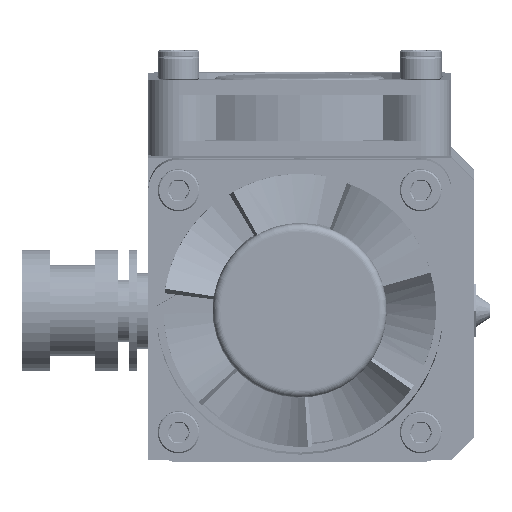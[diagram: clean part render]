
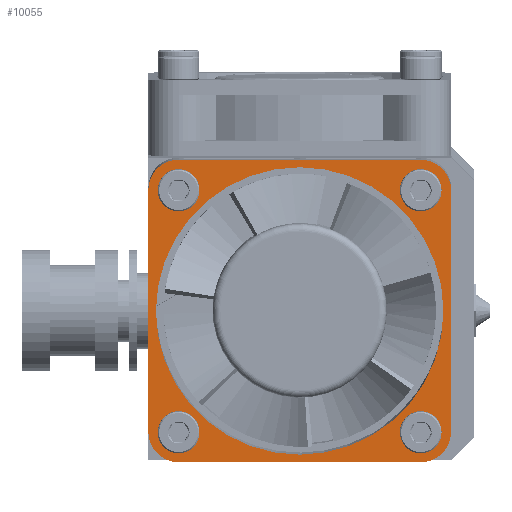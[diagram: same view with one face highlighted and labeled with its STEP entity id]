
A CAD part, left-side view. The second image highlights one B-rep face of the part: STEP entity #10055.
In plain terms, the highlighted face is planar.
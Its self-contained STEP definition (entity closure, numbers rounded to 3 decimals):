
#700=FACE_BOUND('',#1779,.T.);
#701=FACE_BOUND('',#1780,.T.);
#702=FACE_BOUND('',#1781,.T.);
#703=FACE_BOUND('',#1782,.T.);
#704=FACE_BOUND('',#1783,.T.);
#835=PLANE('',#10957);
#1183=FACE_OUTER_BOUND('',#1778,.T.);
#1778=EDGE_LOOP('',(#7738,#7739,#7740,#7741,#7742,#7743,#7744,#7745));
#1779=EDGE_LOOP('',(#7746,#7747));
#1780=EDGE_LOOP('',(#7748,#7749));
#1781=EDGE_LOOP('',(#7750,#7751));
#1782=EDGE_LOOP('',(#7752,#7753));
#1783=EDGE_LOOP('',(#7754,#7755));
#2451=CIRCLE('',#10849,1.905);
#2454=CIRCLE('',#10852,1.905);
#2455=CIRCLE('',#10854,1.905);
#2458=CIRCLE('',#10857,1.905);
#2468=CIRCLE('',#10869,4.);
#2469=CIRCLE('',#10871,1.905);
#2472=CIRCLE('',#10874,1.905);
#2473=CIRCLE('',#10876,1.905);
#2476=CIRCLE('',#10879,1.905);
#2477=CIRCLE('',#10881,19.);
#2485=CIRCLE('',#10889,19.);
#2487=CIRCLE('',#10892,4.);
#2501=CIRCLE('',#10915,4.);
#2511=CIRCLE('',#10935,4.);
#2839=LINE('',#21935,#3530);
#2856=LINE('',#21983,#3547);
#2873=LINE('',#22023,#3564);
#2874=LINE('',#22025,#3565);
#3530=VECTOR('',#12480,1000.);
#3547=VECTOR('',#12533,1000.);
#3564=VECTOR('',#12584,1000.);
#3565=VECTOR('',#12587,1000.);
#4352=VERTEX_POINT('',#21725);
#4353=VERTEX_POINT('',#21726);
#4356=VERTEX_POINT('',#21735);
#4357=VERTEX_POINT('',#21736);
#4366=VERTEX_POINT('',#21758);
#4377=VERTEX_POINT('',#21779);
#4378=VERTEX_POINT('',#21783);
#4379=VERTEX_POINT('',#21784);
#4382=VERTEX_POINT('',#21793);
#4383=VERTEX_POINT('',#21794);
#4386=VERTEX_POINT('',#21803);
#4387=VERTEX_POINT('',#21804);
#4403=VERTEX_POINT('',#21838);
#4404=VERTEX_POINT('',#21840);
#4421=VERTEX_POINT('',#21895);
#4432=VERTEX_POINT('',#21916);
#4437=VERTEX_POINT('',#21934);
#4445=VERTEX_POINT('',#21962);
#5523=EDGE_CURVE('',#4352,#4353,#2451,.T.);
#5527=EDGE_CURVE('',#4353,#4352,#2454,.T.);
#5528=EDGE_CURVE('',#4356,#4357,#2455,.T.);
#5532=EDGE_CURVE('',#4357,#4356,#2458,.T.);
#5550=EDGE_CURVE('',#4366,#4377,#2468,.T.);
#5551=EDGE_CURVE('',#4378,#4379,#2469,.T.);
#5555=EDGE_CURVE('',#4379,#4378,#2472,.T.);
#5556=EDGE_CURVE('',#4382,#4383,#2473,.T.);
#5560=EDGE_CURVE('',#4383,#4382,#2476,.T.);
#5561=EDGE_CURVE('',#4386,#4387,#2477,.T.);
#5576=EDGE_CURVE('',#4387,#4386,#2485,.T.);
#5579=EDGE_CURVE('',#4404,#4403,#2487,.T.);
#5619=EDGE_CURVE('',#4421,#4432,#2501,.T.);
#5627=EDGE_CURVE('',#4437,#4421,#2839,.T.);
#5647=EDGE_CURVE('',#4445,#4437,#2511,.T.);
#5652=EDGE_CURVE('',#4377,#4445,#2856,.T.);
#5673=EDGE_CURVE('',#4403,#4366,#2873,.T.);
#5674=EDGE_CURVE('',#4432,#4404,#2874,.T.);
#7738=ORIENTED_EDGE('',*,*,#5579,.T.);
#7739=ORIENTED_EDGE('',*,*,#5673,.T.);
#7740=ORIENTED_EDGE('',*,*,#5550,.T.);
#7741=ORIENTED_EDGE('',*,*,#5652,.T.);
#7742=ORIENTED_EDGE('',*,*,#5647,.T.);
#7743=ORIENTED_EDGE('',*,*,#5627,.T.);
#7744=ORIENTED_EDGE('',*,*,#5619,.T.);
#7745=ORIENTED_EDGE('',*,*,#5674,.T.);
#7746=ORIENTED_EDGE('',*,*,#5561,.F.);
#7747=ORIENTED_EDGE('',*,*,#5576,.F.);
#7748=ORIENTED_EDGE('',*,*,#5528,.F.);
#7749=ORIENTED_EDGE('',*,*,#5532,.F.);
#7750=ORIENTED_EDGE('',*,*,#5523,.F.);
#7751=ORIENTED_EDGE('',*,*,#5527,.F.);
#7752=ORIENTED_EDGE('',*,*,#5556,.F.);
#7753=ORIENTED_EDGE('',*,*,#5560,.F.);
#7754=ORIENTED_EDGE('',*,*,#5551,.F.);
#7755=ORIENTED_EDGE('',*,*,#5555,.F.);
#10055=ADVANCED_FACE('',(#1183,#700,#701,#702,#703,#704),#835,.T.);
#10849=AXIS2_PLACEMENT_3D('',#21727,#12283,#12284);
#10852=AXIS2_PLACEMENT_3D('',#21733,#12290,#12291);
#10854=AXIS2_PLACEMENT_3D('',#21737,#12294,#12295);
#10857=AXIS2_PLACEMENT_3D('',#21743,#12301,#12302);
#10869=AXIS2_PLACEMENT_3D('',#21781,#12333,#12334);
#10871=AXIS2_PLACEMENT_3D('',#21785,#12337,#12338);
#10874=AXIS2_PLACEMENT_3D('',#21791,#12344,#12345);
#10876=AXIS2_PLACEMENT_3D('',#21795,#12348,#12349);
#10879=AXIS2_PLACEMENT_3D('',#21801,#12355,#12356);
#10881=AXIS2_PLACEMENT_3D('',#21805,#12359,#12360);
#10889=AXIS2_PLACEMENT_3D('',#21833,#12382,#12383);
#10892=AXIS2_PLACEMENT_3D('',#21841,#12389,#12390);
#10915=AXIS2_PLACEMENT_3D('',#21918,#12461,#12462);
#10935=AXIS2_PLACEMENT_3D('',#21974,#12519,#12520);
#10957=AXIS2_PLACEMENT_3D('',#22024,#12585,#12586);
#12283=DIRECTION('center_axis',(0.,0.,1.));
#12284=DIRECTION('ref_axis',(0.,1.,0.));
#12290=DIRECTION('center_axis',(0.,0.,1.));
#12291=DIRECTION('ref_axis',(0.,1.,0.));
#12294=DIRECTION('center_axis',(0.,0.,1.));
#12295=DIRECTION('ref_axis',(0.,-1.,0.));
#12301=DIRECTION('center_axis',(0.,0.,1.));
#12302=DIRECTION('ref_axis',(0.,-1.,0.));
#12333=DIRECTION('center_axis',(0.,0.,1.));
#12334=DIRECTION('ref_axis',(1.,0.,0.));
#12337=DIRECTION('center_axis',(0.,0.,1.));
#12338=DIRECTION('ref_axis',(1.,0.,0.));
#12344=DIRECTION('center_axis',(0.,0.,1.));
#12345=DIRECTION('ref_axis',(1.,0.,0.));
#12348=DIRECTION('center_axis',(0.,0.,1.));
#12349=DIRECTION('ref_axis',(-1.,0.,0.));
#12355=DIRECTION('center_axis',(0.,0.,1.));
#12356=DIRECTION('ref_axis',(-1.,0.,0.));
#12359=DIRECTION('center_axis',(0.,0.,1.));
#12360=DIRECTION('ref_axis',(1.,0.,0.));
#12382=DIRECTION('center_axis',(0.,0.,1.));
#12383=DIRECTION('ref_axis',(1.,0.,0.));
#12389=DIRECTION('center_axis',(0.,0.,1.));
#12390=DIRECTION('ref_axis',(1.,0.,0.));
#12461=DIRECTION('center_axis',(0.,0.,1.));
#12462=DIRECTION('ref_axis',(1.,0.,0.));
#12480=DIRECTION('',(0.,1.,0.));
#12519=DIRECTION('center_axis',(0.,0.,1.));
#12520=DIRECTION('ref_axis',(1.,0.,0.));
#12533=DIRECTION('',(1.,0.,0.));
#12584=DIRECTION('',(0.,-1.,0.));
#12585=DIRECTION('center_axis',(0.,0.,1.));
#12586=DIRECTION('ref_axis',(1.,0.,0.));
#12587=DIRECTION('',(-1.,0.,0.));
#21725=CARTESIAN_POINT('',(-17.905,16.,10.));
#21726=CARTESIAN_POINT('',(-14.095,16.,10.));
#21727=CARTESIAN_POINT('Origin',(-16.,16.,10.));
#21733=CARTESIAN_POINT('Origin',(-16.,16.,10.));
#21735=CARTESIAN_POINT('',(14.095,-16.,10.));
#21736=CARTESIAN_POINT('',(17.905,-16.,10.));
#21737=CARTESIAN_POINT('Origin',(16.,-16.,10.));
#21743=CARTESIAN_POINT('Origin',(16.,-16.,10.));
#21758=CARTESIAN_POINT('',(-20.,-16.,10.));
#21779=CARTESIAN_POINT('',(-16.,-20.,10.));
#21781=CARTESIAN_POINT('Origin',(-16.,-16.,10.));
#21783=CARTESIAN_POINT('',(14.095,16.,10.));
#21784=CARTESIAN_POINT('',(17.905,16.,10.));
#21785=CARTESIAN_POINT('Origin',(16.,16.,10.));
#21791=CARTESIAN_POINT('Origin',(16.,16.,10.));
#21793=CARTESIAN_POINT('',(-17.905,-16.,10.));
#21794=CARTESIAN_POINT('',(-14.095,-16.,10.));
#21795=CARTESIAN_POINT('Origin',(-16.,-16.,10.));
#21801=CARTESIAN_POINT('Origin',(-16.,-16.,10.));
#21803=CARTESIAN_POINT('',(-19.,0.,10.));
#21804=CARTESIAN_POINT('',(19.,0.,10.));
#21805=CARTESIAN_POINT('Origin',(0.,0.,10.));
#21833=CARTESIAN_POINT('Origin',(0.,0.,10.));
#21838=CARTESIAN_POINT('',(-20.,16.,10.));
#21840=CARTESIAN_POINT('',(-16.,20.,10.));
#21841=CARTESIAN_POINT('Origin',(-16.,16.,10.));
#21895=CARTESIAN_POINT('',(20.,16.,10.));
#21916=CARTESIAN_POINT('',(16.,20.,10.));
#21918=CARTESIAN_POINT('Origin',(16.,16.,10.));
#21934=CARTESIAN_POINT('',(20.,-16.,10.));
#21935=CARTESIAN_POINT('',(20.,-16.,10.));
#21962=CARTESIAN_POINT('',(16.,-20.,10.));
#21974=CARTESIAN_POINT('Origin',(16.,-16.,10.));
#21983=CARTESIAN_POINT('',(-16.,-20.,10.));
#22023=CARTESIAN_POINT('',(-20.,16.,10.));
#22024=CARTESIAN_POINT('Origin',(0.,0.,10.));
#22025=CARTESIAN_POINT('',(16.,20.,10.));
